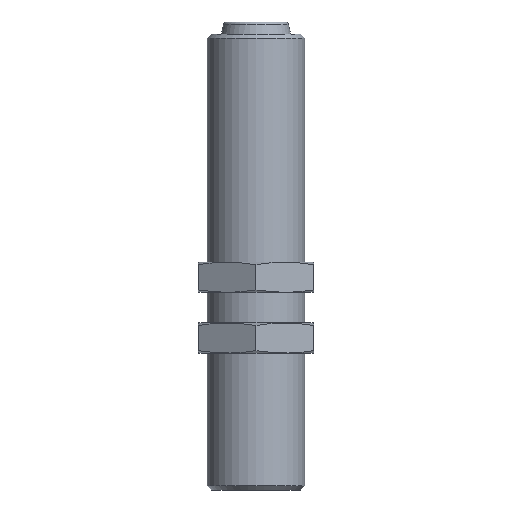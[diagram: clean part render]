
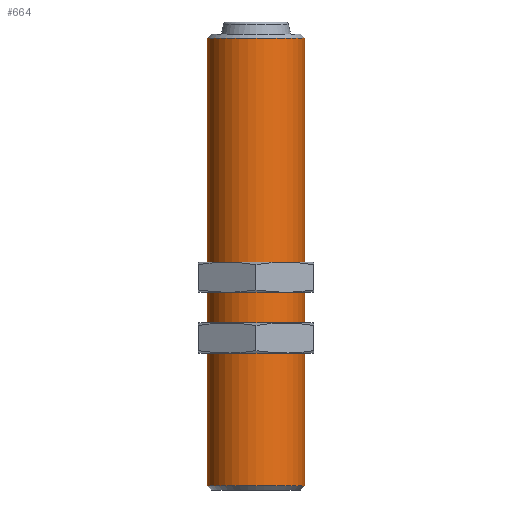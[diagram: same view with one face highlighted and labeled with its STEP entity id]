
A CAD part, front view. The second image highlights one B-rep face of the part: STEP entity #664.
In plain terms, the highlighted cylindrical face has radius 8 mm (diameter 16 mm), a full revolution.
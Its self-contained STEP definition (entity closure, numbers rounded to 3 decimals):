
#48=CYLINDRICAL_SURFACE('',#718,8.);
#66=CIRCLE('',#717,8.);
#67=CIRCLE('',#719,8.);
#98=ORIENTED_EDGE('',*,*,#221,.F.);
#99=ORIENTED_EDGE('',*,*,#220,.T.);
#220=EDGE_CURVE('',#278,#278,#66,.T.);
#221=EDGE_CURVE('',#279,#279,#67,.T.);
#278=VERTEX_POINT('',#948);
#279=VERTEX_POINT('',#951);
#379=EDGE_LOOP('',(#98));
#380=EDGE_LOOP('',(#99));
#429=FACE_BOUND('',#379,.T.);
#430=FACE_BOUND('',#380,.T.);
#664=ADVANCED_FACE('',(#429,#430),#48,.T.);
#717=AXIS2_PLACEMENT_3D('',#947,#801,#802);
#718=AXIS2_PLACEMENT_3D('',#949,#803,#804);
#719=AXIS2_PLACEMENT_3D('',#950,#805,#806);
#801=DIRECTION('',(0.,0.,-1.));
#802=DIRECTION('',(-1.,0.,0.));
#803=DIRECTION('',(0.,0.,-1.));
#804=DIRECTION('',(-1.,0.,0.));
#805=DIRECTION('',(0.,0.,-1.));
#806=DIRECTION('',(-1.,0.,0.));
#947=CARTESIAN_POINT('',(0.,0.,-0.7));
#948=CARTESIAN_POINT('',(-8.,0.,-0.7));
#949=CARTESIAN_POINT('',(0.,0.,-75.));
#950=CARTESIAN_POINT('',(0.,0.,-74.3));
#951=CARTESIAN_POINT('',(-8.,0.,-74.3));
